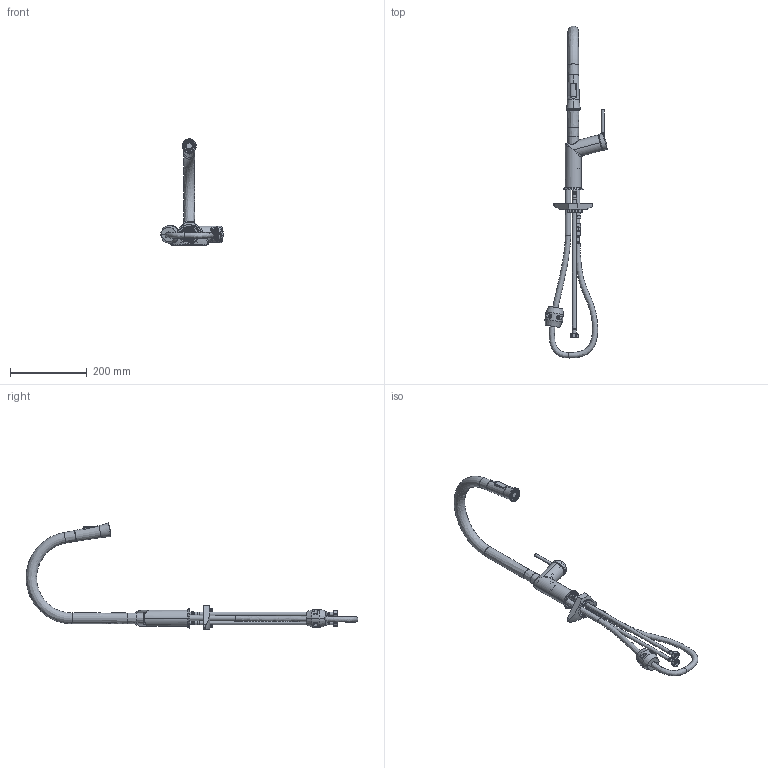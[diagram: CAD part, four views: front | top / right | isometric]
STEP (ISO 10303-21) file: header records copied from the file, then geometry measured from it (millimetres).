
FILE_DESCRIPTION(/* description */ (''),/* implementation_level */ '2;1');
FILE_NAME(/* name */ '80248配合图.stp',/* time_stamp */ '2022-07-23T08:04:15+08:00',/* author */ (''),/* organization */ (''),/* preprocessor_version */ 'ST-DEVELOPER v16',/* originating_system */ 'SIEMENS PLM Software NX 10.0',/* authorisation */ '');
FILE_SCHEMA (('CONFIG_CONTROL_DESIGN'));
Products named in the file (22): 时大75长牙软管M8; 96002000700 (加重球; 91213242000 (不锈钢抽拉式软管; 圆锥帽电镀加厚件; td; gjd; 41160000300 (M12x1安装螺母; 60222000300 (出水接头; 46040003400 (四方阀芯垫片; H6052_stp; 80248-zt_1__stp; 中远花洒; 28内插接头; M12X1螺杆160mm总长; 80248-28抽拉伞把管; 8024系列底座; 47050400300(M5X4平头螺丝; 40051032600 (M5 橡胶塞; 88301锌压帽盖_stp; 44100220300 M37x1.25(441002-1-1压帽; 46473000700(40#黑色三角下垫; 80248配合图
Assembly tree (22 placements, depth 2):
  80248配合图
    46473000700(40#黑色三角下垫
    44100220300 M37x1.25(441002-1-1压帽
    88301锌压帽盖_stp
    40051032600 (M5 橡胶塞
    47050400300(M5X4平头螺丝
    8024系列底座
    80248-28抽拉伞把管
    M12X1螺杆160mm总长
    28内插接头
    中远花洒
    80248-zt_1__stp
    H6052_stp
    46040003400 (四方阀芯垫片
    60222000300 (出水接头
    41160000300 (M12x1安装螺母
    gjd
    td
    圆锥帽电镀加厚件
    91213242000 (不锈钢抽拉式软管
    96002000700 (加重球
    时大75长牙软管M8  x2
Bounding box: 162.25 x 864.64 x 276.68 mm (x, y, z)
Volume: 606821.7 mm3; surface area: 354129.6 mm2
Topology: 44 solids, 46 shells, 1374 faces, 3189 edges, 1987 vertices
Faces by surface type: cylinder 497, plane 401, bspline 215, cone 124, torus 105, sphere 29, revolution 2, extrusion 1
Full cylindrical faces by diameter (mm): 2.5 x2, 4.5 x4, 4.7 x1, 5 x6, 5.6 x1, 5.8 x3, 6 x1, 6.3 x2, 7 x1, 7.3 x2, 8 x4, 8.5 x1, 9.5 x2, 9.502 x2, 9.76 x2, 9.8 x2, 10 x4, 10.002 x2, 10.3 x2, 10.6 x1, 10.72 x1, 10.84 x2, 10.9 x2, 11 x3, 11.2 x3, 12 x2, 12.146 x1, 12.5 x2, 12.7 x1, 14 x1
Entity records: 86820 total; most frequent: CARTESIAN_POINT 56988, ORIENTED_EDGE 5658, DIRECTION 5435, EDGE_CURVE 2829, AXIS2_PLACEMENT_3D 2256, VERTEX_POINT 1840, EDGE_LOOP 1593, ADVANCED_FACE 1301
